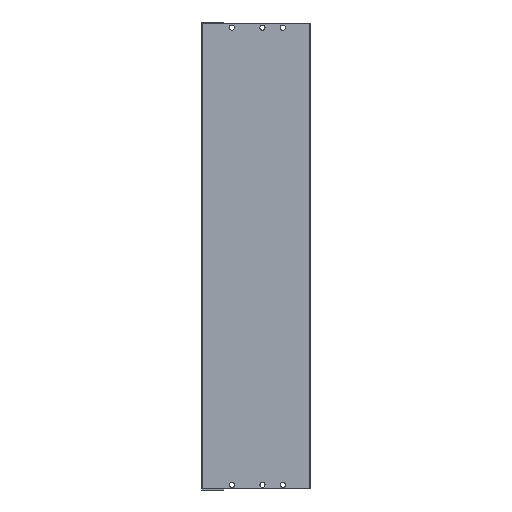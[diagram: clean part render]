
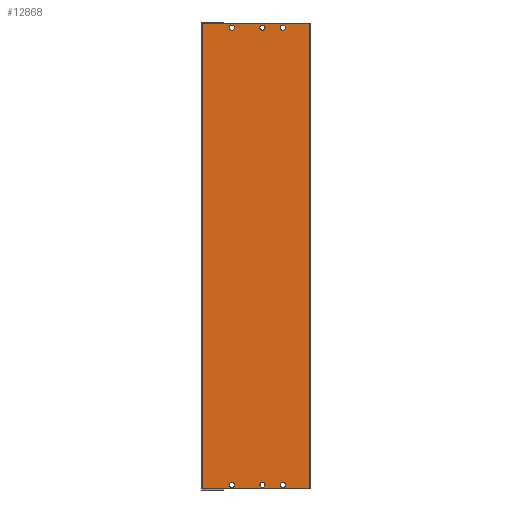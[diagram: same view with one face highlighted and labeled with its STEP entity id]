
A CAD part, front view. The second image highlights one B-rep face of the part: STEP entity #12868.
In plain terms, the highlighted planar face has unit normal (0, -1, 0).
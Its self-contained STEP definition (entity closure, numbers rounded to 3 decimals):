
#16 = EDGE_CURVE ( 'NONE', #12698, #12558, #4612, .T. ) ;
#367 = CARTESIAN_POINT ( 'NONE',  ( 0.5, 0., -456.5 ) ) ;
#368 = VECTOR ( 'NONE', #4960, 1000. ) ;
#439 = DIRECTION ( 'NONE',  ( 0., 0., -1. ) ) ;
#448 = AXIS2_PLACEMENT_3D ( 'NONE', #6540, #9628, #6607 ) ;
#466 = DIRECTION ( 'NONE',  ( 0., 1., 0. ) ) ;
#662 = DIRECTION ( 'NONE',  ( 0., 1., 0. ) ) ;
#741 = EDGE_CURVE ( 'NONE', #9612, #8351, #2584, .T. ) ;
#749 = VERTEX_POINT ( 'NONE', #2950 ) ;
#917 = CARTESIAN_POINT ( 'NONE',  ( 79.7, 0., -452.5 ) ) ;
#1109 = ORIENTED_EDGE ( 'NONE', *, *, #2425, .T. ) ;
#1219 = VERTEX_POINT ( 'NONE', #1235 ) ;
#1235 = CARTESIAN_POINT ( 'NONE',  ( 106.2, 0., -456.5 ) ) ;
#1442 = VERTEX_POINT ( 'NONE', #1619 ) ;
#1619 = CARTESIAN_POINT ( 'NONE',  ( 59.7, 0., -455. ) ) ;
#1664 = CARTESIAN_POINT ( 'NONE',  ( 29.7, 0., -452.5 ) ) ;
#1864 = ORIENTED_EDGE ( 'NONE', *, *, #11670, .T. ) ;
#1988 = CIRCLE ( 'NONE', #10569, 2.5 ) ;
#2021 = DIRECTION ( 'NONE',  ( 0., 0., -1. ) ) ;
#2177 = CIRCLE ( 'NONE', #6585, 2.5 ) ;
#2309 = ORIENTED_EDGE ( 'NONE', *, *, #16, .T. ) ;
#2409 = VERTEX_POINT ( 'NONE', #10237 ) ;
#2412 = CARTESIAN_POINT ( 'NONE',  ( 29.7, 0., -455. ) ) ;
#2425 = EDGE_CURVE ( 'NONE', #12307, #2409, #1988, .T. ) ;
#2452 = CARTESIAN_POINT ( 'NONE',  ( 59.7, 0., -6.5 ) ) ;
#2584 = CIRCLE ( 'NONE', #12855, 2.5 ) ;
#2782 = ORIENTED_EDGE ( 'NONE', *, *, #6126, .T. ) ;
#2890 = AXIS2_PLACEMENT_3D ( 'NONE', #12649, #3672, #8907 ) ;
#2950 = CARTESIAN_POINT ( 'NONE',  ( 59.7, 0., -450. ) ) ;
#2989 = CARTESIAN_POINT ( 'NONE',  ( 59.7, 0., -1.5 ) ) ;
#3050 = FACE_BOUND ( 'NONE', #5592, .T. ) ;
#3319 = DIRECTION ( 'NONE',  ( 0., 1., 0. ) ) ;
#3356 = CARTESIAN_POINT ( 'NONE',  ( 29.7, 0., -4. ) ) ;
#3484 = CARTESIAN_POINT ( 'NONE',  ( 0.5, 0., 0. ) ) ;
#3507 = EDGE_CURVE ( 'NONE', #749, #1442, #10875, .T. ) ;
#3672 = DIRECTION ( 'NONE',  ( 0., 1., 0. ) ) ;
#3716 = VERTEX_POINT ( 'NONE', #3484 ) ;
#3811 = CARTESIAN_POINT ( 'NONE',  ( 79.7, 0., -455. ) ) ;
#3839 = EDGE_CURVE ( 'NONE', #3996, #7862, #8564, .T. ) ;
#3990 = EDGE_CURVE ( 'NONE', #7862, #3996, #8550, .T. ) ;
#3996 = VERTEX_POINT ( 'NONE', #2989 ) ;
#4198 = CARTESIAN_POINT ( 'NONE',  ( 79.7, 0., -1.5 ) ) ;
#4239 = VERTEX_POINT ( 'NONE', #12030 ) ;
#4242 = VERTEX_POINT ( 'NONE', #10068 ) ;
#4336 = AXIS2_PLACEMENT_3D ( 'NONE', #8832, #11859, #9827 ) ;
#4517 = VECTOR ( 'NONE', #8694, 1000. ) ;
#4518 = CARTESIAN_POINT ( 'NONE',  ( 79.7, 0., -6.5 ) ) ;
#4555 = CARTESIAN_POINT ( 'NONE',  ( 79.7, 0., -452.5 ) ) ;
#4612 = CIRCLE ( 'NONE', #448, 2.5 ) ;
#4668 = DIRECTION ( 'NONE',  ( 0., 1., 0. ) ) ;
#4726 = DIRECTION ( 'NONE',  ( 0., 0., -1. ) ) ;
#4772 = AXIS2_PLACEMENT_3D ( 'NONE', #6954, #6031, #10038 ) ;
#4783 = EDGE_LOOP ( 'NONE', ( #10240, #8759 ) ) ;
#4894 = FACE_BOUND ( 'NONE', #5530, .T. ) ;
#4960 = DIRECTION ( 'NONE',  ( -1., 0., 0. ) ) ;
#4968 = LINE ( 'NONE', #367, #8313 ) ;
#5075 = ORIENTED_EDGE ( 'NONE', *, *, #8610, .T. ) ;
#5093 = FACE_BOUND ( 'NONE', #8166, .T. ) ;
#5132 = EDGE_LOOP ( 'NONE', ( #1864, #8468 ) ) ;
#5456 = DIRECTION ( 'NONE',  ( 0., 1., 0. ) ) ;
#5483 = EDGE_LOOP ( 'NONE', ( #2309, #10518 ) ) ;
#5530 = EDGE_LOOP ( 'NONE', ( #1109, #11910 ) ) ;
#5545 = CIRCLE ( 'NONE', #8048, 2.5 ) ;
#5592 = EDGE_LOOP ( 'NONE', ( #8591, #7579 ) ) ;
#5804 = AXIS2_PLACEMENT_3D ( 'NONE', #7541, #466, #8396 ) ;
#5955 = DIRECTION ( 'NONE',  ( 0., 1., 0. ) ) ;
#6003 = CARTESIAN_POINT ( 'NONE',  ( 0.5, 0., 0. ) ) ;
#6029 = EDGE_CURVE ( 'NONE', #11156, #1219, #6418, .T. ) ;
#6031 = DIRECTION ( 'NONE',  ( 0., 1., 0. ) ) ;
#6126 = EDGE_CURVE ( 'NONE', #1219, #4242, #7650, .T. ) ;
#6155 = DIRECTION ( 'NONE',  ( 0., 1., 0. ) ) ;
#6386 = AXIS2_PLACEMENT_3D ( 'NONE', #7925, #11917, #9355 ) ;
#6418 = LINE ( 'NONE', #11260, #7463 ) ;
#6459 = CIRCLE ( 'NONE', #4772, 2.5 ) ;
#6498 = AXIS2_PLACEMENT_3D ( 'NONE', #11876, #662, #4726 ) ;
#6540 = CARTESIAN_POINT ( 'NONE',  ( 79.7, 0., -4. ) ) ;
#6585 = AXIS2_PLACEMENT_3D ( 'NONE', #917, #10099, #8132 ) ;
#6607 = DIRECTION ( 'NONE',  ( 0., 0., -1. ) ) ;
#6947 = CARTESIAN_POINT ( 'NONE',  ( 79.7, 0., -4. ) ) ;
#6954 = CARTESIAN_POINT ( 'NONE',  ( 29.7, 0., -452.5 ) ) ;
#7153 = CARTESIAN_POINT ( 'NONE',  ( 29.7, 0., -6.5 ) ) ;
#7180 = EDGE_CURVE ( 'NONE', #1442, #749, #9573, .T. ) ;
#7242 = DIRECTION ( 'NONE',  ( 0., 0., -1. ) ) ;
#7463 = VECTOR ( 'NONE', #12246, 1000. ) ;
#7494 = DIRECTION ( 'NONE',  ( 0., 0., -1. ) ) ;
#7525 = EDGE_CURVE ( 'NONE', #4242, #3716, #12890, .T. ) ;
#7541 = CARTESIAN_POINT ( 'NONE',  ( 29.7, 0., -4. ) ) ;
#7542 = CARTESIAN_POINT ( 'NONE',  ( 29.7, 0., -450. ) ) ;
#7579 = ORIENTED_EDGE ( 'NONE', *, *, #3839, .T. ) ;
#7617 = CIRCLE ( 'NONE', #11163, 2.5 ) ;
#7650 = LINE ( 'NONE', #11642, #4517 ) ;
#7667 = ORIENTED_EDGE ( 'NONE', *, *, #3507, .T. ) ;
#7720 = ORIENTED_EDGE ( 'NONE', *, *, #6029, .T. ) ;
#7862 = VERTEX_POINT ( 'NONE', #2452 ) ;
#7925 = CARTESIAN_POINT ( 'NONE',  ( 0.5, 0., -456.5 ) ) ;
#8048 = AXIS2_PLACEMENT_3D ( 'NONE', #6947, #6155, #2021 ) ;
#8132 = DIRECTION ( 'NONE',  ( 0., 0., -1. ) ) ;
#8166 = EDGE_LOOP ( 'NONE', ( #9949, #7667 ) ) ;
#8224 = EDGE_CURVE ( 'NONE', #8351, #9612, #6459, .T. ) ;
#8313 = VECTOR ( 'NONE', #10916, 1000. ) ;
#8331 = EDGE_CURVE ( 'NONE', #2409, #12307, #11469, .T. ) ;
#8351 = VERTEX_POINT ( 'NONE', #2412 ) ;
#8396 = DIRECTION ( 'NONE',  ( 0., 0., -1. ) ) ;
#8423 = EDGE_LOOP ( 'NONE', ( #7720, #2782, #9800, #5075 ) ) ;
#8468 = ORIENTED_EDGE ( 'NONE', *, *, #12393, .T. ) ;
#8550 = CIRCLE ( 'NONE', #10227, 2.5 ) ;
#8564 = CIRCLE ( 'NONE', #2890, 2.5 ) ;
#8591 = ORIENTED_EDGE ( 'NONE', *, *, #3990, .T. ) ;
#8610 = EDGE_CURVE ( 'NONE', #3716, #11156, #4968, .T. ) ;
#8694 = DIRECTION ( 'NONE',  ( 0., 0., 1. ) ) ;
#8759 = ORIENTED_EDGE ( 'NONE', *, *, #741, .T. ) ;
#8832 = CARTESIAN_POINT ( 'NONE',  ( 59.7, 0., -452.5 ) ) ;
#8891 = VERTEX_POINT ( 'NONE', #3811 ) ;
#8907 = DIRECTION ( 'NONE',  ( 0., 0., -1. ) ) ;
#8964 = FACE_BOUND ( 'NONE', #5483, .T. ) ;
#9089 = FACE_BOUND ( 'NONE', #5132, .T. ) ;
#9355 = DIRECTION ( 'NONE',  ( 0., 0., -1. ) ) ;
#9573 = CIRCLE ( 'NONE', #4336, 2.5 ) ;
#9612 = VERTEX_POINT ( 'NONE', #7542 ) ;
#9628 = DIRECTION ( 'NONE',  ( 0., 1., 0. ) ) ;
#9800 = ORIENTED_EDGE ( 'NONE', *, *, #7525, .T. ) ;
#9827 = DIRECTION ( 'NONE',  ( 0., 0., -1. ) ) ;
#9949 = ORIENTED_EDGE ( 'NONE', *, *, #7180, .T. ) ;
#10038 = DIRECTION ( 'NONE',  ( 0., 0., -1. ) ) ;
#10068 = CARTESIAN_POINT ( 'NONE',  ( 106.2, 0., 0. ) ) ;
#10085 = FACE_OUTER_BOUND ( 'NONE', #8423, .T. ) ;
#10099 = DIRECTION ( 'NONE',  ( 0., 1., 0. ) ) ;
#10227 = AXIS2_PLACEMENT_3D ( 'NONE', #12185, #5955, #11987 ) ;
#10237 = CARTESIAN_POINT ( 'NONE',  ( 29.7, 0., -1.5 ) ) ;
#10240 = ORIENTED_EDGE ( 'NONE', *, *, #8224, .T. ) ;
#10518 = ORIENTED_EDGE ( 'NONE', *, *, #12407, .T. ) ;
#10569 = AXIS2_PLACEMENT_3D ( 'NONE', #3356, #5456, #7494 ) ;
#10875 = CIRCLE ( 'NONE', #6498, 2.5 ) ;
#10916 = DIRECTION ( 'NONE',  ( 0., 0., -1. ) ) ;
#11156 = VERTEX_POINT ( 'NONE', #11259 ) ;
#11163 = AXIS2_PLACEMENT_3D ( 'NONE', #4555, #3319, #439 ) ;
#11259 = CARTESIAN_POINT ( 'NONE',  ( 0.5, 0., -456.5 ) ) ;
#11260 = CARTESIAN_POINT ( 'NONE',  ( 0.5, 0., -456.5 ) ) ;
#11469 = CIRCLE ( 'NONE', #5804, 2.5 ) ;
#11642 = CARTESIAN_POINT ( 'NONE',  ( 106.2, 0., -456.5 ) ) ;
#11670 = EDGE_CURVE ( 'NONE', #8891, #4239, #7617, .T. ) ;
#11859 = DIRECTION ( 'NONE',  ( 0., 1., 0. ) ) ;
#11876 = CARTESIAN_POINT ( 'NONE',  ( 59.7, 0., -452.5 ) ) ;
#11910 = ORIENTED_EDGE ( 'NONE', *, *, #8331, .T. ) ;
#11917 = DIRECTION ( 'NONE',  ( 0., -1., 0. ) ) ;
#11987 = DIRECTION ( 'NONE',  ( 0., 0., -1. ) ) ;
#12030 = CARTESIAN_POINT ( 'NONE',  ( 79.7, 0., -450. ) ) ;
#12185 = CARTESIAN_POINT ( 'NONE',  ( 59.7, 0., -4. ) ) ;
#12246 = DIRECTION ( 'NONE',  ( 1., 0., 0. ) ) ;
#12307 = VERTEX_POINT ( 'NONE', #7153 ) ;
#12393 = EDGE_CURVE ( 'NONE', #4239, #8891, #2177, .T. ) ;
#12407 = EDGE_CURVE ( 'NONE', #12558, #12698, #5545, .T. ) ;
#12558 = VERTEX_POINT ( 'NONE', #4198 ) ;
#12649 = CARTESIAN_POINT ( 'NONE',  ( 59.7, 0., -4. ) ) ;
#12698 = VERTEX_POINT ( 'NONE', #4518 ) ;
#12855 = AXIS2_PLACEMENT_3D ( 'NONE', #1664, #4668, #7242 ) ;
#12868 = ADVANCED_FACE ( 'NONE', ( #10085, #4894, #3050, #8964, #12966, #5093, #9089 ), #12896, .T. ) ;
#12890 = LINE ( 'NONE', #6003, #368 ) ;
#12896 = PLANE ( 'NONE',  #6386 ) ;
#12966 = FACE_BOUND ( 'NONE', #4783, .T. ) ;
